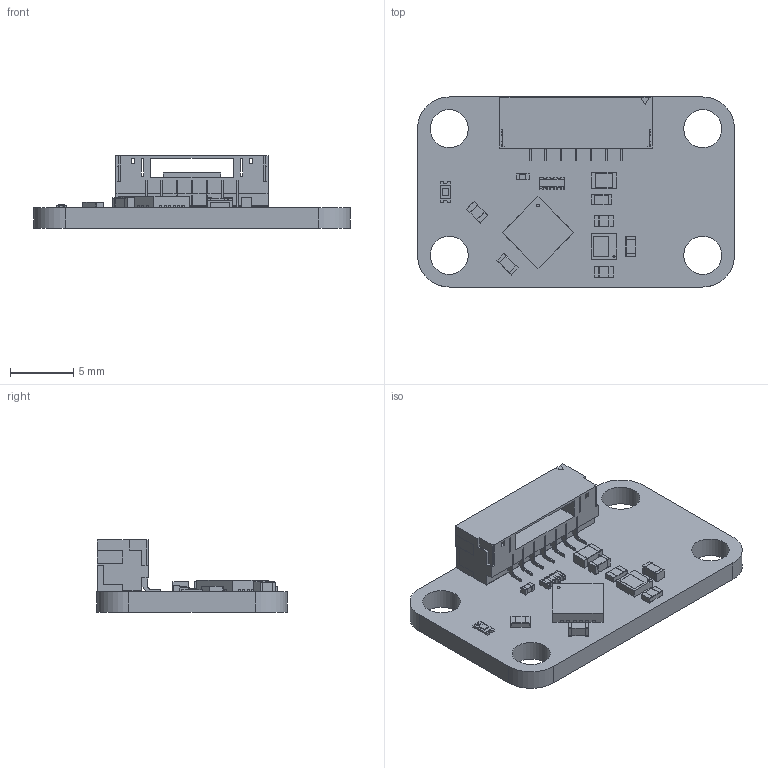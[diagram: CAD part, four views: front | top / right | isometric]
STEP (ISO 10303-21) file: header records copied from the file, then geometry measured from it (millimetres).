
FILE_DESCRIPTION(('FreeCAD Model'),'2;1');
FILE_NAME('ambient-light-v3.step','2019-01-29T15:25:25',('kicad StepUp'),('ksu MCAD'), 'Open CASCADE STEP processor 7.3','FreeCAD','Unknown');
FILE_SCHEMA(('AUTOMOTIVE_DESIGN { 1 0 10303 214 1 1 1 1 }'));
Length unit declared in the file: millimetre
Products named in the file (19): ambient-light-v3; Board_Geoms; Pcb; PCB_Sketch; Step_Models; Top; U2_LTR-329ALS-simple_551D46FD; C1_C_0402_5B2CB374; C3_C_0805_5B2CB37E; C4_C_0603_5B2CB388; C5_C_0603_5B2CB392; D1_D_0603_blue_5B2CB3A3; P1_BrickletConn_7pin_5B2CB3B6; R3_R_0603_5B2CB3CE; RP1_Cut_5B2CB3DE; U1_QFN-24_4x4mm_Pitch0.5mm_5B2CB403; C2_C_0603_5B2CB4A6; R1_R_0603_5B2CB4AF; R2_R_0603_5B2CB4B8
Assembly tree (18 placements, depth 4):
  ambient-light-v3
    Board_Geoms
      Pcb
      PCB_Sketch
    Step_Models
      Top
        U2_LTR-329ALS-simple_551D46FD
        C1_C_0402_5B2CB374
        C3_C_0805_5B2CB37E
        C4_C_0603_5B2CB388
        C5_C_0603_5B2CB392
        D1_D_0603_blue_5B2CB3A3
        P1_BrickletConn_7pin_5B2CB3B6
        R3_R_0603_5B2CB3CE
        RP1_Cut_5B2CB3DE
        U1_QFN-24_4x4mm_Pitch0.5mm_5B2CB403
        C2_C_0603_5B2CB4A6
        R1_R_0603_5B2CB4AF
        R2_R_0603_5B2CB4B8
Bounding box: 25 x 15 x 5.7 mm (x, y, z)
Volume: 659.6 mm3; surface area: 1416.5 mm2
Topology: 15 solids, 15 shells, 1016 faces, 2907 edges, 1908 vertices
Faces by surface type: plane 889, cylinder 127
Full cylindrical faces by diameter (mm): 0.172 x1, 3 x4
Entity records: 40034 total; most frequent: CARTESIAN_POINT 5850, ORIENTED_EDGE 5798, DIRECTION 5235, EDGE_CURVE 2899, LINE 2649, VECTOR 2649, VERTEX_POINT 1892, AXIS2_PLACEMENT_3D 1293
